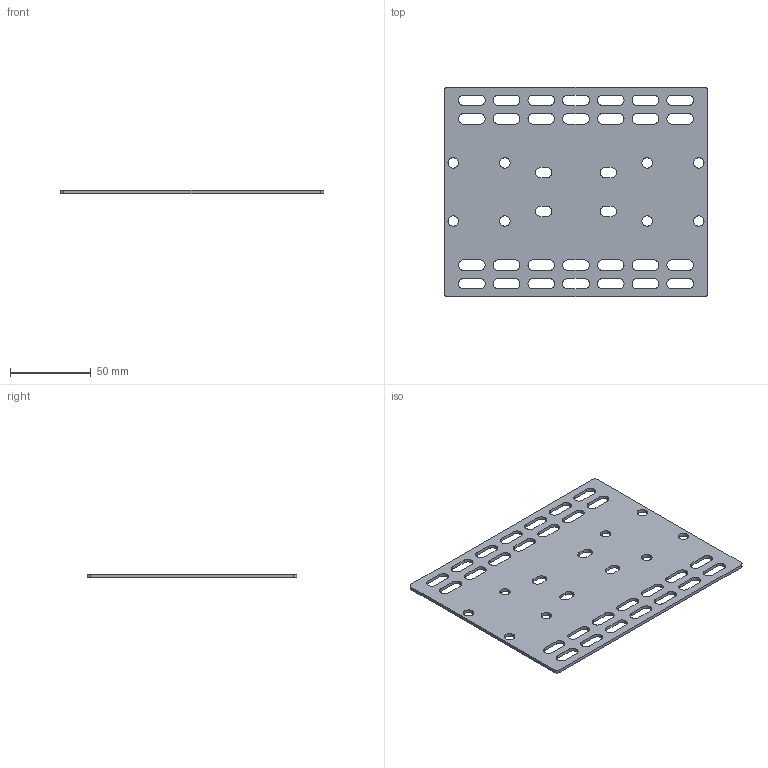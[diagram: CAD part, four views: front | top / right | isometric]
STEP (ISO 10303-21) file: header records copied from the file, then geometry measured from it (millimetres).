
FILE_DESCRIPTION (( 'STEP AP203' ), '1' );
FILE_NAME ('B785 Ìîíòàæíàÿ ïëàñòèíà ïîä êàðåòêè HGH20.step', '2025-10-30T08:08:57', ( '' ), ( '' ), 'SwSTEP 2.0', 'SolidWorks 2025', '' );
FILE_SCHEMA (( 'CONFIG_CONTROL_DESIGN' ));
Length unit declared in the file: millimetre
Products named in the file (2): B785 Монтажная пластина под каретки HGH20_00; B785 Монтажная пластина под каретки HGH20
Assembly tree (1 placements, depth 2):
  B785 Монтажная пластина под каретки HGH20
    B785 Монтажная пластина под каретки HGH20_00
Bounding box: 163.1 x 130 x 2 mm (x, y, z)
Volume: 35922.5 mm3; surface area: 39897.6 mm2
Topology: 1 solids, 1 shells, 186 faces, 552 edges, 368 vertices
Faces by surface type: cylinder 116, plane 70
Entity records: 6684 total; most frequent: DIRECTION 1164, CARTESIAN_POINT 1110, ORIENTED_EDGE 1104, EDGE_CURVE 552, AXIS2_PLACEMENT_3D 422, VERTEX_POINT 368, VECTOR 320, LINE 320
